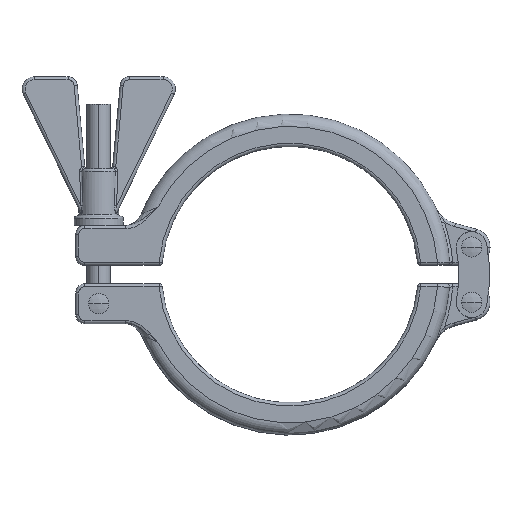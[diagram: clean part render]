
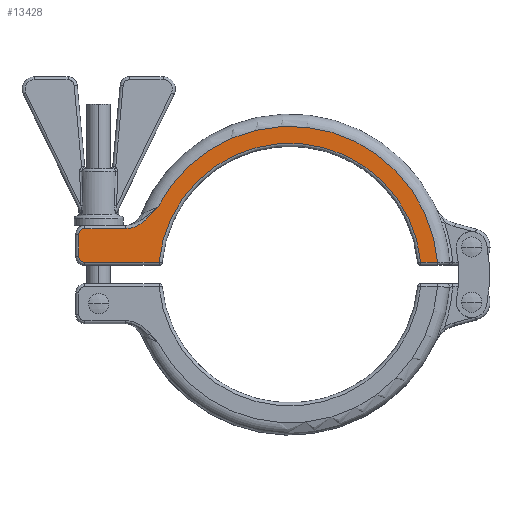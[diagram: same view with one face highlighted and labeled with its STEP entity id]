
A CAD part, top view. The second image highlights one B-rep face of the part: STEP entity #13428.
In plain terms, the highlighted planar face has unit normal (0, 0, 1).
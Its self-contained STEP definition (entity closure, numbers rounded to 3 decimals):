
#346 = EDGE_CURVE ( 'NONE', #9768, #2152, #3287, .T. ) ;
#525 = AXIS2_PLACEMENT_3D ( 'NONE', #11284, #7802, #9987 ) ;
#1158 = ORIENTED_EDGE ( 'NONE', *, *, #7594, .T. ) ;
#1355 = EDGE_CURVE ( 'NONE', #9323, #7844, #13941, .T. ) ;
#1395 = DIRECTION ( 'NONE',  ( 0., -1., 0. ) ) ;
#1544 = VECTOR ( 'NONE', #8921, 1000. ) ;
#1555 = CARTESIAN_POINT ( 'NONE',  ( -68.85, 6., 8.5 ) ) ;
#2085 = DIRECTION ( 'NONE',  ( 1., 0., 0. ) ) ;
#2086 = CARTESIAN_POINT ( 'NONE',  ( -43.055, 22., 8.5 ) ) ;
#2152 = VERTEX_POINT ( 'NONE', #4151 ) ;
#2240 = DIRECTION ( 'NONE',  ( 0., 0., 1. ) ) ;
#2565 = VERTEX_POINT ( 'NONE', #7627 ) ;
#2739 = VECTOR ( 'NONE', #1395, 1000. ) ;
#2757 = CIRCLE ( 'NONE', #525, 42.85 ) ;
#2759 = CARTESIAN_POINT ( 'NONE',  ( -53.546, 15., 8.5 ) ) ;
#2938 = LINE ( 'NONE', #15001, #7875 ) ;
#3170 = CARTESIAN_POINT ( 'NONE',  ( -51.66, 15.221, 8.5 ) ) ;
#3268 = DIRECTION ( 'NONE',  ( 0., 0., 1. ) ) ;
#3287 = CIRCLE ( 'NONE', #9747, 48.35 ) ;
#3334 = CARTESIAN_POINT ( 'NONE',  ( -49.377, 16.098, 8.5 ) ) ;
#3779 = AXIS2_PLACEMENT_3D ( 'NONE', #5765, #3268, #8165 ) ;
#4136 = LINE ( 'NONE', #14863, #7249 ) ;
#4151 = CARTESIAN_POINT ( 'NONE',  ( -43.055, 22., 8.5 ) ) ;
#4186 = FACE_OUTER_BOUND ( 'NONE', #15165, .T. ) ;
#4334 = CARTESIAN_POINT ( 'NONE',  ( 0., 0., 8.5 ) ) ;
#4335 = CARTESIAN_POINT ( 'NONE',  ( -50.876, 15.448, 8.5 ) ) ;
#4526 = CARTESIAN_POINT ( 'NONE',  ( -66.85, 4., 8.5 ) ) ;
#5412 = EDGE_CURVE ( 'NONE', #6431, #9323, #12120, .T. ) ;
#5443 = LINE ( 'NONE', #13667, #1544 ) ;
#5517 = CARTESIAN_POINT ( 'NONE',  ( -43.779, 21.192, 8.5 ) ) ;
#5555 = EDGE_CURVE ( 'NONE', #2152, #14056, #10444, .T. ) ;
#5765 = CARTESIAN_POINT ( 'NONE',  ( -66.85, 6., 8.5 ) ) ;
#5998 = CARTESIAN_POINT ( 'NONE',  ( -68.85, 13., 8.5 ) ) ;
#6098 = CARTESIAN_POINT ( 'NONE',  ( -66.85, 13., 8.5 ) ) ;
#6268 = EDGE_CURVE ( 'NONE', #8341, #2565, #2757, .T. ) ;
#6431 = VERTEX_POINT ( 'NONE', #5998 ) ;
#6520 = CARTESIAN_POINT ( 'NONE',  ( -46.733, 18.009, 8.5 ) ) ;
#6751 = CARTESIAN_POINT ( 'NONE',  ( -49.858, 15.85, 8.5 ) ) ;
#6831 = CARTESIAN_POINT ( 'NONE',  ( -44.492, 20.37, 8.5 ) ) ;
#6980 = CARTESIAN_POINT ( 'NONE',  ( 0., 0., 8.5 ) ) ;
#7249 = VECTOR ( 'NONE', #7786, 1000. ) ;
#7433 = EDGE_CURVE ( 'NONE', #11360, #6431, #13199, .T. ) ;
#7594 = EDGE_CURVE ( 'NONE', #7844, #8341, #4136, .T. ) ;
#7627 = CARTESIAN_POINT ( 'NONE',  ( 42.663, 4., 8.5 ) ) ;
#7696 = ORIENTED_EDGE ( 'NONE', *, *, #7433, .T. ) ;
#7786 = DIRECTION ( 'NONE',  ( 1., 0., 0. ) ) ;
#7802 = DIRECTION ( 'NONE',  ( 0., 0., -1. ) ) ;
#7842 = ORIENTED_EDGE ( 'NONE', *, *, #5412, .T. ) ;
#7844 = VERTEX_POINT ( 'NONE', #4526 ) ;
#7875 = VECTOR ( 'NONE', #10242, 1000. ) ;
#8165 = DIRECTION ( 'NONE',  ( 1., 0., 0. ) ) ;
#8257 = ORIENTED_EDGE ( 'NONE', *, *, #5555, .T. ) ;
#8341 = VERTEX_POINT ( 'NONE', #11170 ) ;
#8726 = DIRECTION ( 'NONE',  ( 0., 0., 1. ) ) ;
#8919 = DIRECTION ( 'NONE',  ( 0., 0., 1. ) ) ;
#8920 = CARTESIAN_POINT ( 'NONE',  ( -48.01, 16.98, 8.5 ) ) ;
#8921 = DIRECTION ( 'NONE',  ( 1., 0., 0. ) ) ;
#9126 = AXIS2_PLACEMENT_3D ( 'NONE', #4334, #8919, #2085 ) ;
#9323 = VERTEX_POINT ( 'NONE', #10872 ) ;
#9434 = EDGE_CURVE ( 'NONE', #2565, #9768, #5443, .T. ) ;
#9480 = AXIS2_PLACEMENT_3D ( 'NONE', #6098, #8726, #14400 ) ;
#9747 = AXIS2_PLACEMENT_3D ( 'NONE', #6980, #2240, #10615 ) ;
#9768 = VERTEX_POINT ( 'NONE', #14511 ) ;
#9987 = DIRECTION ( 'NONE',  ( 1., 0., 0. ) ) ;
#10242 = DIRECTION ( 'NONE',  ( -1., 0., 0. ) ) ;
#10246 = CARTESIAN_POINT ( 'NONE',  ( -48.453, 16.663, 8.5 ) ) ;
#10288 = ORIENTED_EDGE ( 'NONE', *, *, #1355, .T. ) ;
#10444 = B_SPLINE_CURVE_WITH_KNOTS ( 'NONE', 3,
 ( #2086, #5517, #6831, #11561, #6520, #8920, #10246, #3334, #6751, #15006, #4335, #12421, #3170, #15150, #11252, #11484 ),
 .UNSPECIFIED., .F., .F.,
 ( 4, 2, 2, 2, 2, 2, 2, 4 ),
 ( 0., 0.003, 0.006, 0.008, 0.01, 0.011, 0.011, 0.013 ),
 .UNSPECIFIED. ) ;
#10615 = DIRECTION ( 'NONE',  ( 1., 0., 0. ) ) ;
#10872 = CARTESIAN_POINT ( 'NONE',  ( -68.85, 6., 8.5 ) ) ;
#11170 = CARTESIAN_POINT ( 'NONE',  ( -42.663, 4., 8.5 ) ) ;
#11252 = CARTESIAN_POINT ( 'NONE',  ( -52.996, 15., 8.5 ) ) ;
#11284 = CARTESIAN_POINT ( 'NONE',  ( 0., 0., 8.5 ) ) ;
#11360 = VERTEX_POINT ( 'NONE', #11921 ) ;
#11362 = ORIENTED_EDGE ( 'NONE', *, *, #12383, .T. ) ;
#11396 = PLANE ( 'NONE',  #9126 ) ;
#11484 = CARTESIAN_POINT ( 'NONE',  ( -53.546, 15., 8.5 ) ) ;
#11561 = CARTESIAN_POINT ( 'NONE',  ( -45.968, 18.779, 8.5 ) ) ;
#11658 = ORIENTED_EDGE ( 'NONE', *, *, #346, .T. ) ;
#11921 = CARTESIAN_POINT ( 'NONE',  ( -66.85, 15., 8.5 ) ) ;
#12120 = LINE ( 'NONE', #1555, #2739 ) ;
#12383 = EDGE_CURVE ( 'NONE', #14056, #11360, #2938, .T. ) ;
#12421 = CARTESIAN_POINT ( 'NONE',  ( -51.397, 15.288, 8.5 ) ) ;
#12465 = ORIENTED_EDGE ( 'NONE', *, *, #6268, .T. ) ;
#13199 = CIRCLE ( 'NONE', #9480, 2. ) ;
#13428 = ADVANCED_FACE ( 'NONE', ( #4186 ), #11396, .T. ) ;
#13667 = CARTESIAN_POINT ( 'NONE',  ( 48.257, 4., 8.5 ) ) ;
#13941 = CIRCLE ( 'NONE', #3779, 2. ) ;
#14056 = VERTEX_POINT ( 'NONE', #2759 ) ;
#14400 = DIRECTION ( 'NONE',  ( 1., 0., 0. ) ) ;
#14511 = CARTESIAN_POINT ( 'NONE',  ( 48.184, 4., 8.5 ) ) ;
#14863 = CARTESIAN_POINT ( 'NONE',  ( -41.742, 4., 8.5 ) ) ;
#15001 = CARTESIAN_POINT ( 'NONE',  ( -66.85, 15., 8.5 ) ) ;
#15006 = CARTESIAN_POINT ( 'NONE',  ( -50.616, 15.541, 8.5 ) ) ;
#15150 = CARTESIAN_POINT ( 'NONE',  ( -52.456, 15.058, 8.5 ) ) ;
#15153 = ORIENTED_EDGE ( 'NONE', *, *, #9434, .T. ) ;
#15165 = EDGE_LOOP ( 'NONE', ( #11658, #8257, #11362, #7696, #7842, #10288, #1158, #12465, #15153 ) ) ;
